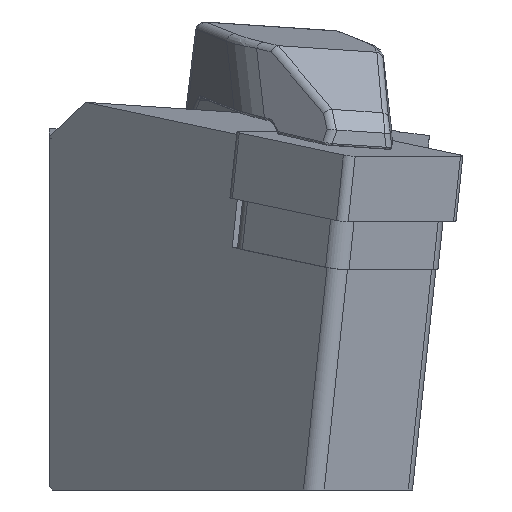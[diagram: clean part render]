
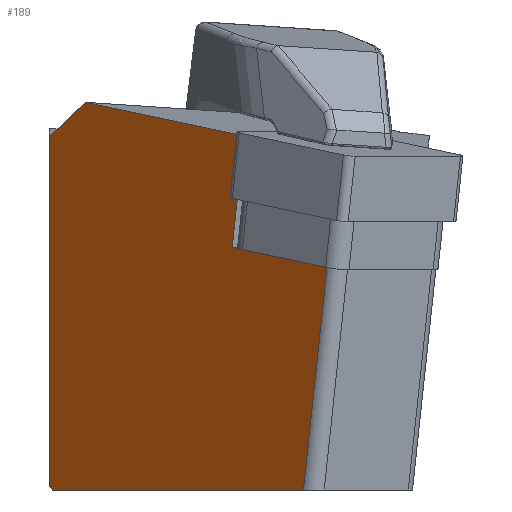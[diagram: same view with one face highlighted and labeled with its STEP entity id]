
A CAD part, left-side view. The second image highlights one B-rep face of the part: STEP entity #189.
In plain terms, the highlighted planar face has unit normal (-0.707, 0.707, 0).
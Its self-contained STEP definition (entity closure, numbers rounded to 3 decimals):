
#189=ADVANCED_FACE('',(#390),#325,.F.);
#325=PLANE('',#2362);
#390=FACE_OUTER_BOUND('',#523,.T.);
#523=EDGE_LOOP('',(#1081,#1082,#1083,#1084,#1085,#1086,#1087,#1088,#1089));
#660=LINE('',#3285,#862);
#674=LINE('',#3314,#876);
#675=LINE('',#3316,#877);
#676=LINE('',#3317,#878);
#677=LINE('',#3319,#879);
#678=LINE('',#3321,#880);
#679=LINE('',#3323,#881);
#680=LINE('',#3325,#882);
#681=LINE('',#3327,#883);
#862=VECTOR('',#2602,1.);
#876=VECTOR('',#2620,1.);
#877=VECTOR('',#2623,1.);
#878=VECTOR('',#2624,1.);
#879=VECTOR('',#2625,1.);
#880=VECTOR('',#2626,1.);
#881=VECTOR('',#2627,1.);
#882=VECTOR('',#2628,1.);
#883=VECTOR('',#2629,1.);
#1081=ORIENTED_EDGE('',*,*,#1950,.F.);
#1082=ORIENTED_EDGE('',*,*,#1965,.T.);
#1083=ORIENTED_EDGE('',*,*,#1964,.F.);
#1084=ORIENTED_EDGE('',*,*,#1966,.F.);
#1085=ORIENTED_EDGE('',*,*,#1967,.F.);
#1086=ORIENTED_EDGE('',*,*,#1968,.F.);
#1087=ORIENTED_EDGE('',*,*,#1969,.F.);
#1088=ORIENTED_EDGE('',*,*,#1970,.T.);
#1089=ORIENTED_EDGE('',*,*,#1971,.F.);
#1740=VERTEX_POINT('',#3282);
#1741=VERTEX_POINT('',#3284);
#1748=VERTEX_POINT('',#3301);
#1754=VERTEX_POINT('',#3313);
#1755=VERTEX_POINT('',#3318);
#1756=VERTEX_POINT('',#3320);
#1757=VERTEX_POINT('',#3322);
#1758=VERTEX_POINT('',#3324);
#1759=VERTEX_POINT('',#3326);
#1950=EDGE_CURVE('',#1741,#1740,#660,.T.);
#1964=EDGE_CURVE('',#1754,#1748,#674,.T.);
#1965=EDGE_CURVE('',#1741,#1748,#675,.T.);
#1966=EDGE_CURVE('',#1755,#1754,#676,.T.);
#1967=EDGE_CURVE('',#1756,#1755,#677,.T.);
#1968=EDGE_CURVE('',#1757,#1756,#678,.T.);
#1969=EDGE_CURVE('',#1758,#1757,#679,.T.);
#1970=EDGE_CURVE('',#1758,#1759,#680,.T.);
#1971=EDGE_CURVE('',#1740,#1759,#681,.T.);
#2362=AXIS2_PLACEMENT_3D('',#3328,#2630,#2631);
#2602=DIRECTION('',(-0.699,-0.699,-0.148));
#2620=DIRECTION('',(-0.699,-0.699,-0.148));
#2623=DIRECTION('',(-0.105,-0.105,0.989));
#2624=DIRECTION('',(-0.588,-0.588,0.555));
#2625=DIRECTION('',(0.,0.,1.));
#2626=DIRECTION('',(0.577,0.577,0.577));
#2627=DIRECTION('',(0.707,0.707,0.));
#2628=DIRECTION('',(-0.105,-0.105,0.989));
#2629=DIRECTION('',(-0.699,-0.699,-0.148));
#2630=DIRECTION('',(0.707,-0.707,0.));
#2631=DIRECTION('',(0.707,0.707,0.));
#3282=CARTESIAN_POINT('',(11.832,-18.127,-8.858));
#3284=CARTESIAN_POINT('',(12.41,-17.55,-8.736));
#3285=CARTESIAN_POINT('',(3.318,-26.641,-10.657));
#3301=CARTESIAN_POINT('',(11.28,-18.679,1.956));
#3313=CARTESIAN_POINT('',(26.469,-3.49,5.166));
#3314=CARTESIAN_POINT('',(2.188,-27.771,0.034));
#3316=CARTESIAN_POINT('',(11.051,-18.908,4.121));
#3317=CARTESIAN_POINT('',(27.019,-2.94,4.648));
#3318=CARTESIAN_POINT('',(29.959,0.,1.876));
#3319=CARTESIAN_POINT('',(29.959,0.,-39.23));
#3320=CARTESIAN_POINT('',(29.959,0.,-31.7));
#3321=CARTESIAN_POINT('',(11.701,-18.258,-49.958));
#3322=CARTESIAN_POINT('',(29.659,-0.3,-32.));
#3323=CARTESIAN_POINT('',(6.338,-23.621,-32.));
#3324=CARTESIAN_POINT('',(5.574,-24.385,-32.));
#3325=CARTESIAN_POINT('',(6.338,-23.621,-39.23));
#3326=CARTESIAN_POINT('',(3.318,-26.641,-10.657));
#3327=CARTESIAN_POINT('',(3.318,-26.641,-10.657));
#3328=CARTESIAN_POINT('',(6.338,-23.621,-39.23));
